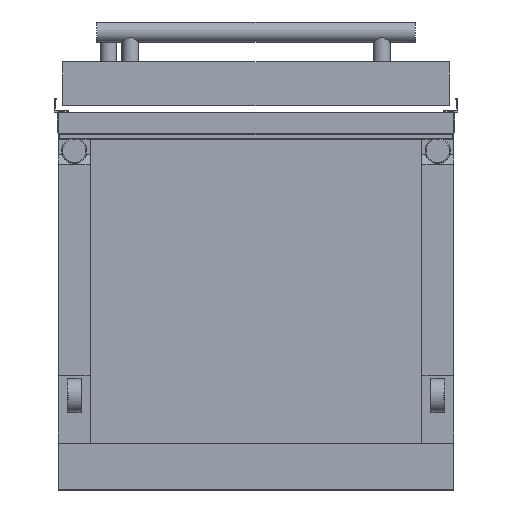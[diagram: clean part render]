
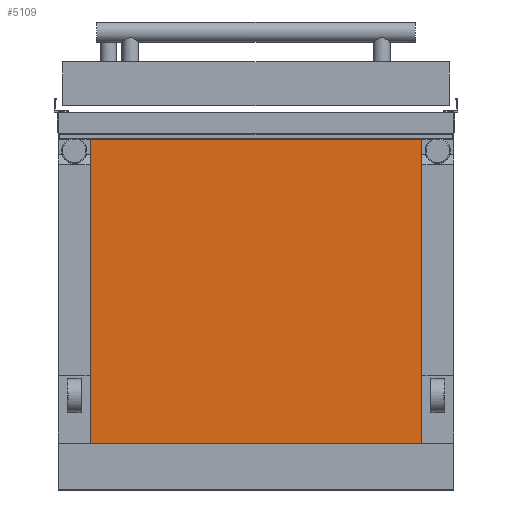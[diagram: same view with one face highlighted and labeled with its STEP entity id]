
A CAD part, front view. The second image highlights one B-rep face of the part: STEP entity #5109.
In plain terms, the highlighted planar face has unit normal (0, -1, 0).
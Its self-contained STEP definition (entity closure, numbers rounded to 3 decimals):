
#187 = EDGE_CURVE ( 'NONE', #241, #13039, #5395, .T. ) ;
#241 = VERTEX_POINT ( 'NONE', #2169 ) ;
#414 = VERTEX_POINT ( 'NONE', #11249 ) ;
#734 = CARTESIAN_POINT ( 'NONE',  ( -246., -990.85, -210.4 ) ) ;
#987 = PLANE ( 'NONE',  #1650 ) ;
#1085 = CARTESIAN_POINT ( 'NONE',  ( -293., -990.85, -210.4 ) ) ;
#1650 = AXIS2_PLACEMENT_3D ( 'NONE', #5157, #8039, #6023 ) ;
#1972 = EDGE_LOOP ( 'NONE', ( #4084, #8758, #12188, #12179 ) ) ;
#2169 = CARTESIAN_POINT ( 'NONE',  ( 246., -990.85, 240. ) ) ;
#2277 = DIRECTION ( 'NONE',  ( 0., 0., 1. ) ) ;
#2559 = VECTOR ( 'NONE', #9023, 1000. ) ;
#2810 = VECTOR ( 'NONE', #2277, 1000. ) ;
#3998 = VERTEX_POINT ( 'NONE', #734 ) ;
#4084 = ORIENTED_EDGE ( 'NONE', *, *, #10456, .T. ) ;
#5109 = ADVANCED_FACE ( 'NONE', ( #7563 ), #987, .F. ) ;
#5157 = CARTESIAN_POINT ( 'NONE',  ( -246., -990.85, -280. ) ) ;
#5177 = EDGE_CURVE ( 'NONE', #3998, #13039, #7076, .T. ) ;
#5333 = CARTESIAN_POINT ( 'NONE',  ( -246., -990.85, -280. ) ) ;
#5395 = LINE ( 'NONE', #6101, #12476 ) ;
#6023 = DIRECTION ( 'NONE',  ( 0., 0., 1. ) ) ;
#6101 = CARTESIAN_POINT ( 'NONE',  ( -246., -990.85, 240. ) ) ;
#7076 = LINE ( 'NONE', #5333, #2810 ) ;
#7252 = DIRECTION ( 'NONE',  ( -1., 0., 0. ) ) ;
#7563 = FACE_OUTER_BOUND ( 'NONE', #1972, .T. ) ;
#7939 = VECTOR ( 'NONE', #11051, 1000. ) ;
#8039 = DIRECTION ( 'NONE',  ( 0., 1., 0. ) ) ;
#8286 = LINE ( 'NONE', #1085, #2559 ) ;
#8758 = ORIENTED_EDGE ( 'NONE', *, *, #187, .T. ) ;
#9023 = DIRECTION ( 'NONE',  ( -1., 0., 0. ) ) ;
#10456 = EDGE_CURVE ( 'NONE', #414, #241, #10770, .T. ) ;
#10770 = LINE ( 'NONE', #12115, #7939 ) ;
#11051 = DIRECTION ( 'NONE',  ( 0., 0., 1. ) ) ;
#11119 = CARTESIAN_POINT ( 'NONE',  ( -246., -990.85, 240. ) ) ;
#11249 = CARTESIAN_POINT ( 'NONE',  ( 246., -990.85, -210.4 ) ) ;
#12115 = CARTESIAN_POINT ( 'NONE',  ( 246., -990.85, -280. ) ) ;
#12179 = ORIENTED_EDGE ( 'NONE', *, *, #12913, .F. ) ;
#12188 = ORIENTED_EDGE ( 'NONE', *, *, #5177, .F. ) ;
#12476 = VECTOR ( 'NONE', #7252, 1000. ) ;
#12913 = EDGE_CURVE ( 'NONE', #414, #3998, #8286, .T. ) ;
#13039 = VERTEX_POINT ( 'NONE', #11119 ) ;
